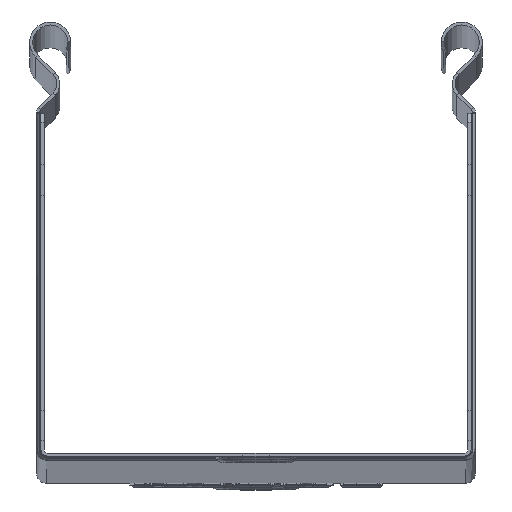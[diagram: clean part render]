
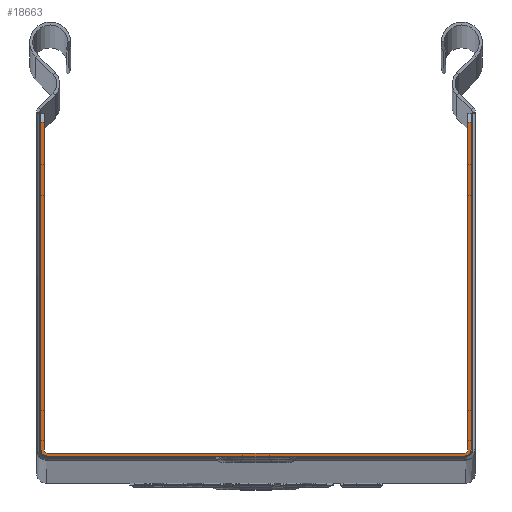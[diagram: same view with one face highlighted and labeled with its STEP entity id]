
A CAD part, top view. The second image highlights one B-rep face of the part: STEP entity #18663.
In plain terms, the highlighted planar face has unit normal (0, 0, 1).
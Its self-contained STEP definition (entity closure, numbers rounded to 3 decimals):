
#84 = ORIENTED_EDGE ( 'NONE', *, *, #11007, .F. ) ;
#110 = DIRECTION ( 'NONE',  ( 0., -1., 0. ) ) ;
#146 = CIRCLE ( 'NONE', #4142, 0.8 ) ;
#470 = CARTESIAN_POINT ( 'NONE',  ( -1., 77.06, 3000. ) ) ;
#477 = EDGE_CURVE ( 'NONE', #2871, #18693, #10364, .T. ) ;
#568 = CARTESIAN_POINT ( 'NONE',  ( -98.3, 2.5, 3000. ) ) ;
#1153 = EDGE_CURVE ( 'NONE', #1353, #10938, #16734, .T. ) ;
#1199 = EDGE_LOOP ( 'NONE', ( #15777, #13589, #3841, #18048, #16208, #18993, #84, #16252, #10543, #11024, #7395, #5395 ) ) ;
#1204 = AXIS2_PLACEMENT_3D ( 'NONE', #13949, #9518, #11111 ) ;
#1353 = VERTEX_POINT ( 'NONE', #11219 ) ;
#2191 = VECTOR ( 'NONE', #5457, 1000. ) ;
#2379 = DIRECTION ( 'NONE',  ( 0., 0., -1. ) ) ;
#2585 = CARTESIAN_POINT ( 'NONE',  ( -97.5, 2.5, 3000. ) ) ;
#2659 = FACE_OUTER_BOUND ( 'NONE', #1199, .T. ) ;
#2684 = VERTEX_POINT ( 'NONE', #9861 ) ;
#2871 = VERTEX_POINT ( 'NONE', #16243 ) ;
#2953 = AXIS2_PLACEMENT_3D ( 'NONE', #12287, #13363, #7650 ) ;
#3159 = DIRECTION ( 'NONE',  ( -1., 0., 0. ) ) ;
#3228 = LINE ( 'NONE', #9811, #14850 ) ;
#3811 = VERTEX_POINT ( 'NONE', #18857 ) ;
#3817 = DIRECTION ( 'NONE',  ( -1., 0., 0. ) ) ;
#3841 = ORIENTED_EDGE ( 'NONE', *, *, #477, .T. ) ;
#4142 = AXIS2_PLACEMENT_3D ( 'NONE', #2585, #2379, #14713 ) ;
#4352 = VECTOR ( 'NONE', #18162, 1000. ) ;
#4387 = CARTESIAN_POINT ( 'NONE',  ( -1., 77.06, 3000. ) ) ;
#4609 = VERTEX_POINT ( 'NONE', #10290 ) ;
#4709 = EDGE_CURVE ( 'NONE', #14036, #18693, #18705, .T. ) ;
#5340 = LINE ( 'NONE', #18204, #16961 ) ;
#5395 = ORIENTED_EDGE ( 'NONE', *, *, #13934, .T. ) ;
#5457 = DIRECTION ( 'NONE',  ( -1., 0., 0. ) ) ;
#6957 = EDGE_CURVE ( 'NONE', #11160, #4609, #3228, .T. ) ;
#6983 = CARTESIAN_POINT ( 'NONE',  ( -98.3, 77.06, 3000. ) ) ;
#7262 = LINE ( 'NONE', #16535, #12004 ) ;
#7395 = ORIENTED_EDGE ( 'NONE', *, *, #19297, .T. ) ;
#7650 = DIRECTION ( 'NONE',  ( 1., 0., 0. ) ) ;
#7768 = EDGE_CURVE ( 'NONE', #10938, #14036, #5340, .T. ) ;
#9518 = DIRECTION ( 'NONE',  ( 0., 0., -1. ) ) ;
#9559 = EDGE_CURVE ( 'NONE', #3811, #11160, #13389, .T. ) ;
#9760 = LINE ( 'NONE', #18283, #15464 ) ;
#9811 = CARTESIAN_POINT ( 'NONE',  ( -1.7, 79.06, 3000. ) ) ;
#9861 = CARTESIAN_POINT ( 'NONE',  ( -97.5, 1.7, 3000. ) ) ;
#9879 = DIRECTION ( 'NONE',  ( 0., -1., 0. ) ) ;
#10113 = EDGE_CURVE ( 'NONE', #18514, #2871, #14293, .T. ) ;
#10290 = CARTESIAN_POINT ( 'NONE',  ( -1.7, 2.5, 3000. ) ) ;
#10364 = LINE ( 'NONE', #10623, #18175 ) ;
#10518 = CARTESIAN_POINT ( 'NONE',  ( -1., 79.06, 3000. ) ) ;
#10543 = ORIENTED_EDGE ( 'NONE', *, *, #6957, .T. ) ;
#10623 = CARTESIAN_POINT ( 'NONE',  ( -99., 79.06, 3000. ) ) ;
#10695 = DIRECTION ( 'NONE',  ( 0., 0., -1. ) ) ;
#10734 = VECTOR ( 'NONE', #3817, 1000. ) ;
#10901 = CARTESIAN_POINT ( 'NONE',  ( -99., 2.5, 3000. ) ) ;
#10938 = VERTEX_POINT ( 'NONE', #19676 ) ;
#11007 = EDGE_CURVE ( 'NONE', #3811, #1353, #9760, .T. ) ;
#11024 = ORIENTED_EDGE ( 'NONE', *, *, #17159, .T. ) ;
#11074 = CARTESIAN_POINT ( 'NONE',  ( -97.5, 1., 3000. ) ) ;
#11111 = DIRECTION ( 'NONE',  ( 1., 0., 0. ) ) ;
#11160 = VERTEX_POINT ( 'NONE', #11420 ) ;
#11175 = AXIS2_PLACEMENT_3D ( 'NONE', #10518, #11961, #13495 ) ;
#11219 = CARTESIAN_POINT ( 'NONE',  ( -1., 2.5, 3000. ) ) ;
#11420 = CARTESIAN_POINT ( 'NONE',  ( -1.7, 77.06, 3000. ) ) ;
#11961 = DIRECTION ( 'NONE',  ( 0., 0., 1. ) ) ;
#12004 = VECTOR ( 'NONE', #13700, 1000. ) ;
#12065 = DIRECTION ( 'NONE',  ( 0., -1., 0. ) ) ;
#12204 = VERTEX_POINT ( 'NONE', #568 ) ;
#12287 = CARTESIAN_POINT ( 'NONE',  ( -2.5, 2.5, 3000. ) ) ;
#13363 = DIRECTION ( 'NONE',  ( 0., 0., -1. ) ) ;
#13389 = LINE ( 'NONE', #4387, #4352 ) ;
#13495 = DIRECTION ( 'NONE',  ( 0., -1., 0. ) ) ;
#13589 = ORIENTED_EDGE ( 'NONE', *, *, #10113, .T. ) ;
#13674 = DIRECTION ( 'NONE',  ( -1., 0., 0. ) ) ;
#13700 = DIRECTION ( 'NONE',  ( 0., -1., 0. ) ) ;
#13934 = EDGE_CURVE ( 'NONE', #2684, #12204, #146, .T. ) ;
#13949 = CARTESIAN_POINT ( 'NONE',  ( -97.5, 2.5, 3000. ) ) ;
#14036 = VERTEX_POINT ( 'NONE', #11074 ) ;
#14232 = CARTESIAN_POINT ( 'NONE',  ( -50., 1.7, 3000. ) ) ;
#14293 = LINE ( 'NONE', #470, #2191 ) ;
#14713 = DIRECTION ( 'NONE',  ( 1., 0., 0. ) ) ;
#14799 = CIRCLE ( 'NONE', #17002, 0.8 ) ;
#14842 = EDGE_CURVE ( 'NONE', #18514, #12204, #7262, .T. ) ;
#14850 = VECTOR ( 'NONE', #9879, 1000. ) ;
#15153 = VERTEX_POINT ( 'NONE', #15926 ) ;
#15464 = VECTOR ( 'NONE', #12065, 1000. ) ;
#15777 = ORIENTED_EDGE ( 'NONE', *, *, #14842, .F. ) ;
#15926 = CARTESIAN_POINT ( 'NONE',  ( -2.5, 1.7, 3000. ) ) ;
#16208 = ORIENTED_EDGE ( 'NONE', *, *, #7768, .F. ) ;
#16243 = CARTESIAN_POINT ( 'NONE',  ( -99., 77.06, 3000. ) ) ;
#16252 = ORIENTED_EDGE ( 'NONE', *, *, #9559, .T. ) ;
#16535 = CARTESIAN_POINT ( 'NONE',  ( -98.3, 79.06, 3000. ) ) ;
#16734 = CIRCLE ( 'NONE', #2953, 1.5 ) ;
#16961 = VECTOR ( 'NONE', #3159, 1000. ) ;
#17002 = AXIS2_PLACEMENT_3D ( 'NONE', #18082, #10695, #13674 ) ;
#17159 = EDGE_CURVE ( 'NONE', #4609, #15153, #14799, .T. ) ;
#18048 = ORIENTED_EDGE ( 'NONE', *, *, #4709, .F. ) ;
#18082 = CARTESIAN_POINT ( 'NONE',  ( -2.5, 2.5, 3000. ) ) ;
#18162 = DIRECTION ( 'NONE',  ( -1., 0., 0. ) ) ;
#18175 = VECTOR ( 'NONE', #110, 1000. ) ;
#18204 = CARTESIAN_POINT ( 'NONE',  ( -1., 1., 3000. ) ) ;
#18283 = CARTESIAN_POINT ( 'NONE',  ( -1., 79.06, 3000. ) ) ;
#18299 = LINE ( 'NONE', #14232, #10734 ) ;
#18514 = VERTEX_POINT ( 'NONE', #6983 ) ;
#18663 = ADVANCED_FACE ( 'NONE', ( #2659 ), #19700, .T. ) ;
#18693 = VERTEX_POINT ( 'NONE', #10901 ) ;
#18705 = CIRCLE ( 'NONE', #1204, 1.5 ) ;
#18857 = CARTESIAN_POINT ( 'NONE',  ( -1., 77.06, 3000. ) ) ;
#18993 = ORIENTED_EDGE ( 'NONE', *, *, #1153, .F. ) ;
#19297 = EDGE_CURVE ( 'NONE', #15153, #2684, #18299, .T. ) ;
#19676 = CARTESIAN_POINT ( 'NONE',  ( -2.5, 1., 3000. ) ) ;
#19700 = PLANE ( 'NONE',  #11175 ) ;
